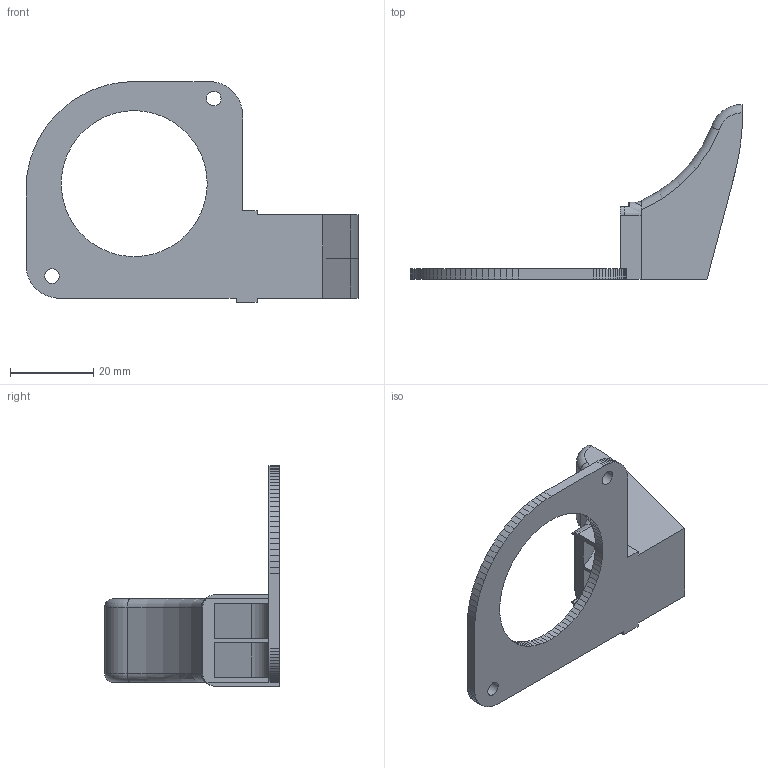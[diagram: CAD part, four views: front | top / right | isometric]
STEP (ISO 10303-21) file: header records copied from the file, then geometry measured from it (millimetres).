
FILE_DESCRIPTION(/* description */ (''),/* implementation_level */ '2;1');
FILE_NAME(/* name */ 'guide.stp',/* time_stamp */ '2016-02-07T22:23:24-03:00',/* author */ ('Erwin'),/* organization */ (''),/* preprocessor_version */ 'ST-DEVELOPER v16.1',/* originating_system */ 'Autodesk Inventor 2016',/* authorisation */ '');
FILE_SCHEMA (('AUTOMOTIVE_DESIGN { 1 0 10303 214 3 1 1 }'));
Length unit declared in the file: millimetre
Products named in the file (1): guide
Bounding box: 79.74 x 41.97 x 53 mm (x, y, z)
Volume: 9203.2 mm3; surface area: 10790.4 mm2
Topology: 1 solids, 1 shells, 241 faces, 714 edges, 472 vertices
Faces by surface type: plane 195, cylinder 28, bspline 14, torus 4
Full cylindrical faces by diameter (mm): 3.5 x2
Entity records: 9469 total; most frequent: CARTESIAN_POINT 3071, ORIENTED_EDGE 1420, DIRECTION 1184, EDGE_CURVE 710, LINE 604, VECTOR 604, VERTEX_POINT 470, AXIS2_PLACEMENT_3D 290
